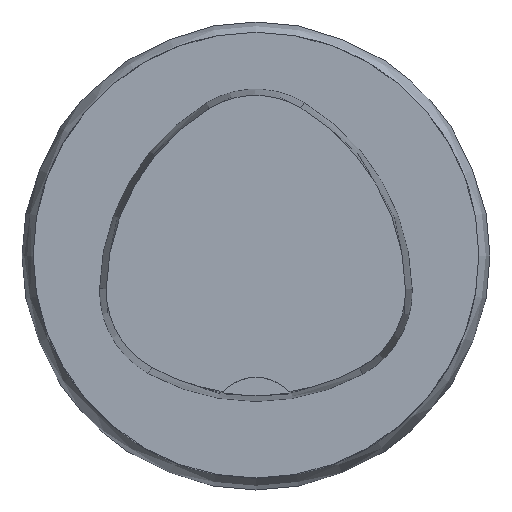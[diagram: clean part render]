
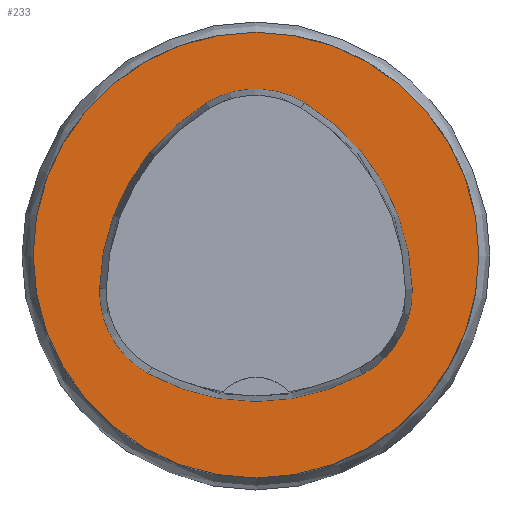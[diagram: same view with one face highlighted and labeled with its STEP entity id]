
A CAD part, top view. The second image highlights one B-rep face of the part: STEP entity #233.
In plain terms, the highlighted planar face has unit normal (0, 0, 1).
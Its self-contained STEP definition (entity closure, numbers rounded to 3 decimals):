
#185=PLANE('',#763);
#233=ADVANCED_FACE('',(#278,#279),#185,.T.);
#278=FACE_BOUND('',#319,.T.);
#279=FACE_BOUND('',#320,.T.);
#319=EDGE_LOOP('',(#402,#403,#404,#405,#406,#407));
#320=EDGE_LOOP('',(#408));
#402=ORIENTED_EDGE('',*,*,#544,.T.);
#403=ORIENTED_EDGE('',*,*,#524,.T.);
#404=ORIENTED_EDGE('',*,*,#528,.T.);
#405=ORIENTED_EDGE('',*,*,#531,.T.);
#406=ORIENTED_EDGE('',*,*,#534,.T.);
#407=ORIENTED_EDGE('',*,*,#542,.T.);
#408=ORIENTED_EDGE('',*,*,#548,.F.);
#477=VERTEX_POINT('',#1143);
#478=VERTEX_POINT('',#1144);
#481=VERTEX_POINT('',#1152);
#483=VERTEX_POINT('',#1158);
#485=VERTEX_POINT('',#1164);
#492=VERTEX_POINT('',#1185);
#494=VERTEX_POINT('',#1198);
#524=EDGE_CURVE('',#477,#478,#586,.T.);
#528=EDGE_CURVE('',#478,#481,#588,.T.);
#531=EDGE_CURVE('',#481,#483,#590,.T.);
#534=EDGE_CURVE('',#483,#485,#592,.T.);
#542=EDGE_CURVE('',#485,#492,#596,.T.);
#544=EDGE_CURVE('',#492,#477,#598,.T.);
#548=EDGE_CURVE('',#494,#494,#602,.T.);
#586=CIRCLE('',#738,20.);
#588=CIRCLE('',#741,8.5);
#590=CIRCLE('',#744,20.);
#592=CIRCLE('',#747,8.5);
#596=CIRCLE('',#752,20.);
#598=CIRCLE('',#755,8.5);
#602=CIRCLE('',#762,20.);
#738=AXIS2_PLACEMENT_3D('',#1142,#857,#858);
#741=AXIS2_PLACEMENT_3D('',#1151,#865,#866);
#744=AXIS2_PLACEMENT_3D('',#1157,#872,#873);
#747=AXIS2_PLACEMENT_3D('',#1163,#879,#880);
#752=AXIS2_PLACEMENT_3D('',#1186,#891,#892);
#755=AXIS2_PLACEMENT_3D('',#1189,#897,#898);
#762=AXIS2_PLACEMENT_3D('',#1197,#911,#912);
#763=AXIS2_PLACEMENT_3D('',#1199,#913,#914);
#857=DIRECTION('',(0.,0.,-1.));
#858=DIRECTION('',(-1.,0.,0.));
#865=DIRECTION('',(0.,0.,-1.));
#866=DIRECTION('',(-1.,0.,0.));
#872=DIRECTION('',(0.,0.,-1.));
#873=DIRECTION('',(-1.,0.,0.));
#879=DIRECTION('',(0.,0.,-1.));
#880=DIRECTION('',(-1.,0.,0.));
#891=DIRECTION('',(0.,0.,-1.));
#892=DIRECTION('',(-1.,0.,0.));
#897=DIRECTION('',(0.,0.,-1.));
#898=DIRECTION('',(-1.,0.,0.));
#911=DIRECTION('',(0.,0.,-1.));
#912=DIRECTION('',(-1.,0.,0.));
#913=DIRECTION('',(0.,0.,1.));
#914=DIRECTION('',(1.,0.,0.));
#1142=CARTESIAN_POINT('',(5.955,-3.414,0.));
#1143=CARTESIAN_POINT('',(-14.041,-3.042,0.));
#1144=CARTESIAN_POINT('',(-4.472,13.653,0.));
#1151=CARTESIAN_POINT('',(-0.04,6.4,0.));
#1152=CARTESIAN_POINT('',(4.347,13.68,0.));
#1157=CARTESIAN_POINT('',(-5.976,-3.45,0.));
#1158=CARTESIAN_POINT('',(14.021,-3.075,0.));
#1163=CARTESIAN_POINT('',(5.522,-3.235,0.));
#1164=CARTESIAN_POINT('',(9.588,-10.699,0.));
#1185=CARTESIAN_POINT('',(-9.655,-10.639,0.));
#1186=CARTESIAN_POINT('',(0.022,6.864,0.));
#1189=CARTESIAN_POINT('',(-5.543,-3.2,0.));
#1197=CARTESIAN_POINT('',(0.,0.,0.));
#1198=CARTESIAN_POINT('',(-20.,0.,0.));
#1199=CARTESIAN_POINT('',(0.,0.,0.));
